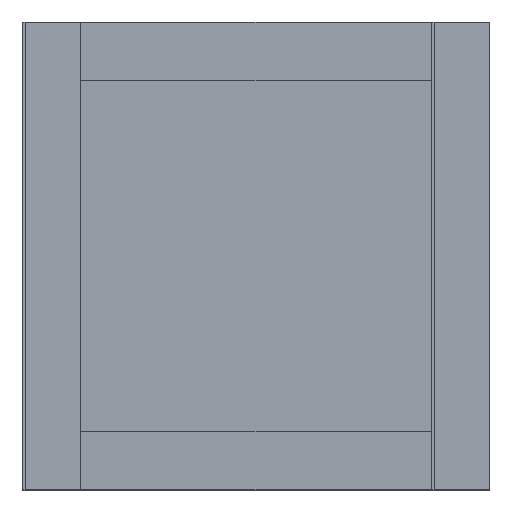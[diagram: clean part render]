
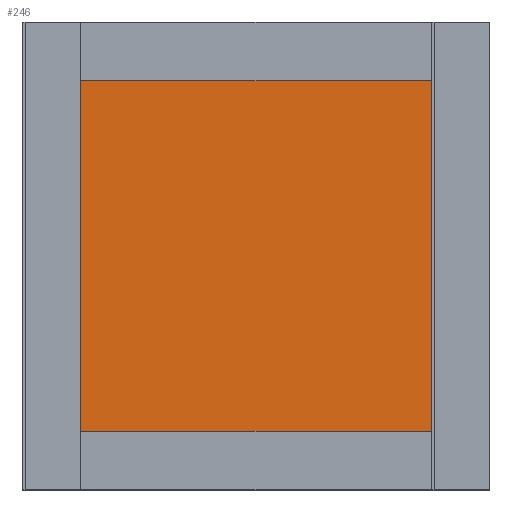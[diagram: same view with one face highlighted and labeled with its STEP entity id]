
A CAD part, top view. The second image highlights one B-rep face of the part: STEP entity #246.
In plain terms, the highlighted planar face has unit normal (0, 0, 1).
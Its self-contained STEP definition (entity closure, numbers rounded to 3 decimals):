
#246=ADVANCED_FACE('',(#525),#527,.T.);
#525=FACE_BOUND('',#526,.T.);
#526=EDGE_LOOP('',(#721,#722,#723,#724));
#527=PLANE('',#528);
#528=AXIS2_PLACEMENT_3D('',#529,#530,#531);
#529=CARTESIAN_POINT('',(0.,0.,3.));
#530=DIRECTION('',(0.,0.,1.));
#531=DIRECTION('',(0.,1.,0.));
#721=ORIENTED_EDGE('',*,*,#799,.F.);
#722=ORIENTED_EDGE('',*,*,#843,.F.);
#723=ORIENTED_EDGE('',*,*,#802,.F.);
#724=ORIENTED_EDGE('',*,*,#844,.F.);
#799=EDGE_CURVE('',#905,#907,#908,.T.);
#802=EDGE_CURVE('',#911,#913,#914,.T.);
#843=EDGE_CURVE('',#913,#905,#977,.T.);
#844=EDGE_CURVE('',#907,#911,#978,.T.);
#905=VERTEX_POINT('',#1096);
#907=VERTEX_POINT('',#1100);
#908=LINE('',#1101,#1102);
#911=VERTEX_POINT('',#1108);
#913=VERTEX_POINT('',#1112);
#914=LINE('',#1113,#1114);
#977=LINE('',#1259,#1260);
#978=LINE('',#1262,#1263);
#1096=CARTESIAN_POINT('',(-60.,-60.,3.));
#1100=CARTESIAN_POINT('',(-60.,60.,3.));
#1101=CARTESIAN_POINT('',(-60.,-60.,3.));
#1102=VECTOR('',#1103,1.);
#1103=DIRECTION('',(0.,1.,0.));
#1108=CARTESIAN_POINT('',(60.,60.,3.));
#1112=CARTESIAN_POINT('',(60.,-60.,3.));
#1113=CARTESIAN_POINT('',(60.,60.,3.));
#1114=VECTOR('',#1115,1.);
#1115=DIRECTION('',(0.,-1.,0.));
#1259=CARTESIAN_POINT('',(60.,-60.,3.));
#1260=VECTOR('',#1261,1.);
#1261=DIRECTION('',(-1.,0.,0.));
#1262=CARTESIAN_POINT('',(-60.,60.,3.));
#1263=VECTOR('',#1264,1.);
#1264=DIRECTION('',(1.,0.,0.));
